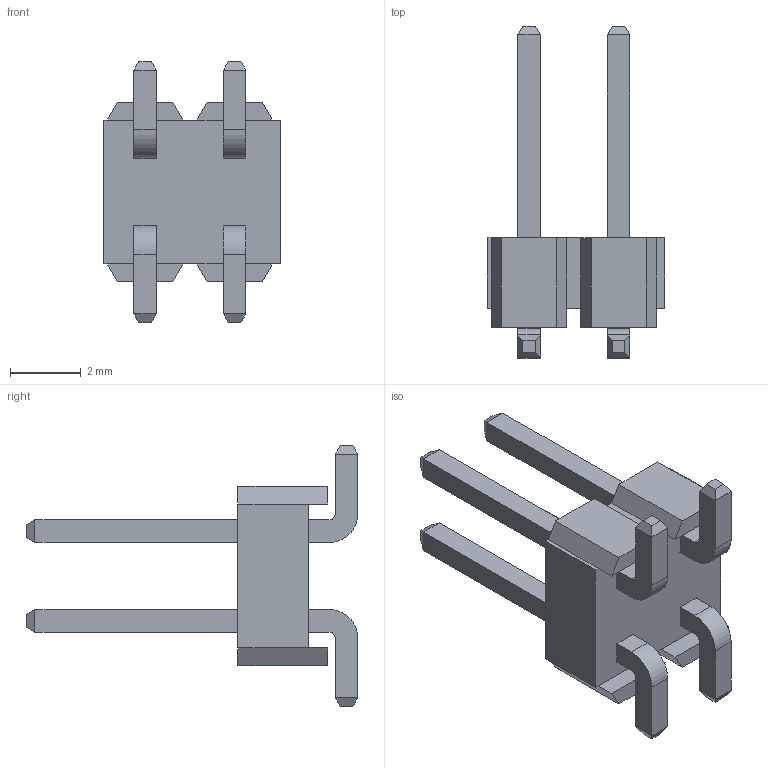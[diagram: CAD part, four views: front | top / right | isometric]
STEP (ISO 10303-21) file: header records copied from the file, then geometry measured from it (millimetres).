
FILE_DESCRIPTION (( 'STEP AP203' ), '1' );
FILE_NAME ('CH8104xM100-00-NH.STEP', '2018-08-09T07:12:12', ( '' ), ( '' ), 'SwSTEP 2.0', 'SolidWorks 2017', '' );
FILE_SCHEMA (( 'CONFIG_CONTROL_DESIGN' ));
Length unit declared in the file: millimetre
Products named in the file (3): CH84-M00; CH8104xM100-00-NH; CH81 BASE xx_04
Assembly tree (5 placements, depth 2):
  CH8104xM100-00-NH
    CH81 BASE xx_04
    CH84-M00  x4
Bounding box: 5.02 x 9.4 x 7.4 mm (x, y, z)
Volume: 65.3 mm3; surface area: 233.2 mm2
Topology: 5 solids, 5 shells, 118 faces, 284 edges, 176 vertices
Faces by surface type: plane 110, cylinder 8
Entity records: 2301 total; most frequent: CARTESIAN_POINT 340, ORIENTED_EDGE 328, DIRECTION 312, EDGE_CURVE 164, LINE 160, VECTOR 160, VERTEX_POINT 104, AXIS2_PLACEMENT_3D 76
